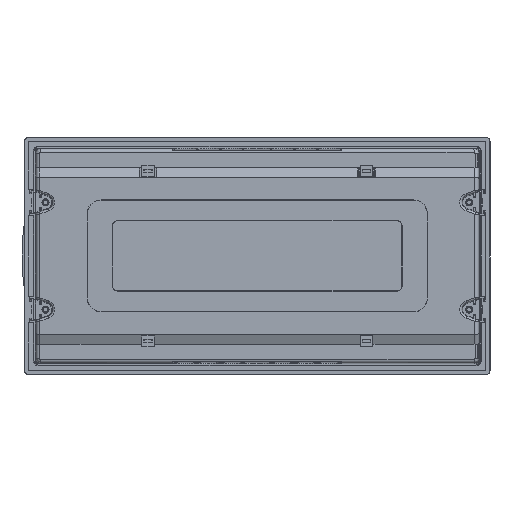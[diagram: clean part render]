
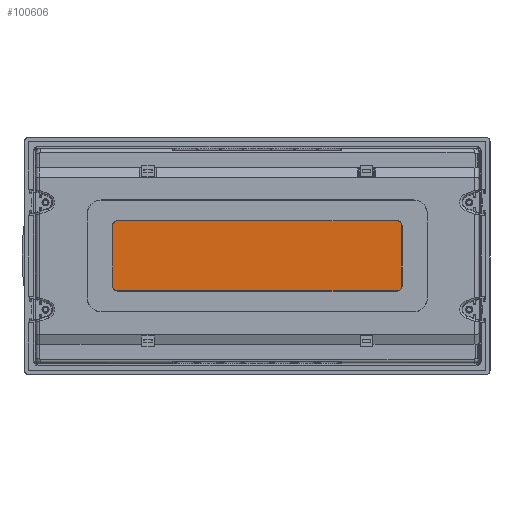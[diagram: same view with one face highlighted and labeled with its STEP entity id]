
A CAD part, top view. The second image highlights one B-rep face of the part: STEP entity #100606.
In plain terms, the highlighted planar face has unit normal (0, 0, 1).
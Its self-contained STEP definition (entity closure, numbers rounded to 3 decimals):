
#72760=DIRECTION('',(-1.,0.,0.));
#72761=VECTOR('',#72760,300.);
#72762=CARTESIAN_POINT('',(150.,37.5,69.6));
#72763=LINE('',#72762,#72761);
#72767=CARTESIAN_POINT('',(150.,32.5,69.6));
#72768=DIRECTION('',(0.,0.,1.));
#72769=DIRECTION('',(1.,0.,0.));
#72770=AXIS2_PLACEMENT_3D('',#72767,#72768,#72769);
#72775=DIRECTION('',(0.,1.,0.));
#72776=VECTOR('',#72775,65.);
#72777=CARTESIAN_POINT('',(155.,-32.5,69.6));
#72778=LINE('',#72777,#72776);
#72782=CARTESIAN_POINT('',(150.,-32.5,69.6));
#72783=DIRECTION('',(0.,0.,1.));
#72784=DIRECTION('',(0.,-1.,0.));
#72785=AXIS2_PLACEMENT_3D('',#72782,#72783,#72784);
#72790=DIRECTION('',(1.,0.,0.));
#72791=VECTOR('',#72790,300.);
#72792=CARTESIAN_POINT('',(-150.,-37.5,69.6));
#72793=LINE('',#72792,#72791);
#72797=CARTESIAN_POINT('',(-150.,-32.5,69.6));
#72798=DIRECTION('',(0.,0.,1.));
#72799=DIRECTION('',(-1.,0.,0.));
#72800=AXIS2_PLACEMENT_3D('',#72797,#72798,#72799);
#72805=DIRECTION('',(0.,-1.,0.));
#72806=VECTOR('',#72805,65.);
#72807=CARTESIAN_POINT('',(-155.,32.5,69.6));
#72808=LINE('',#72807,#72806);
#72812=CARTESIAN_POINT('',(-150.,32.5,69.6));
#72813=DIRECTION('',(0.,0.,1.));
#72814=DIRECTION('',(0.,1.,0.));
#72815=AXIS2_PLACEMENT_3D('',#72812,#72813,#72814);
#89103=CARTESIAN_POINT('',(150.,-37.5,69.6));
#89105=VERTEX_POINT('',#89103);
#89179=CARTESIAN_POINT('',(-150.,37.5,69.6));
#89181=VERTEX_POINT('',#89179);
#89188=CARTESIAN_POINT('',(155.,32.5,69.6));
#89189=CARTESIAN_POINT('',(150.,37.5,69.6));
#89190=VERTEX_POINT('',#89188);
#89191=VERTEX_POINT('',#89189);
#89446=CARTESIAN_POINT('',(-155.,32.5,69.6));
#89447=VERTEX_POINT('',#89446);
#89771=CARTESIAN_POINT('',(155.,-32.5,69.6));
#89772=VERTEX_POINT('',#89771);
#89841=CARTESIAN_POINT('',(-155.,-32.5,69.6));
#89842=CARTESIAN_POINT('',(-150.,-37.5,69.6));
#89843=VERTEX_POINT('',#89841);
#89844=VERTEX_POINT('',#89842);
#100584=CARTESIAN_POINT('',(131.019,93.082,69.6));
#100585=DIRECTION('',(0.,0.,-1.));
#100586=DIRECTION('',(-1.,0.,0.));
#100587=AXIS2_PLACEMENT_3D('',#100584,#100585,#100586);
#100588=PLANE('',#100587);
#100590=ORIENTED_EDGE('',*,*,#100589,.F.);
#100592=ORIENTED_EDGE('',*,*,#100591,.F.);
#100594=ORIENTED_EDGE('',*,*,#100593,.F.);
#100596=ORIENTED_EDGE('',*,*,#100595,.F.);
#100598=ORIENTED_EDGE('',*,*,#100597,.F.);
#100600=ORIENTED_EDGE('',*,*,#100599,.F.);
#100602=ORIENTED_EDGE('',*,*,#100601,.F.);
#100603=ORIENTED_EDGE('',*,*,#100567,.F.);
#100604=EDGE_LOOP('',(#100590,#100592,#100594,#100596,#100598,#100600,#100602,
#100603));
#100605=FACE_OUTER_BOUND('',#100604,.F.);
#72771=CIRCLE('',#72770,5.);
#72786=CIRCLE('',#72785,5.);
#72801=CIRCLE('',#72800,5.);
#72816=CIRCLE('',#72815,5.);
#100567=EDGE_CURVE('',#89181,#89447,#72816,.T.);
#100589=EDGE_CURVE('',#89191,#89181,#72763,.T.);
#100591=EDGE_CURVE('',#89190,#89191,#72771,.T.);
#100593=EDGE_CURVE('',#89772,#89190,#72778,.T.);
#100595=EDGE_CURVE('',#89105,#89772,#72786,.T.);
#100597=EDGE_CURVE('',#89844,#89105,#72793,.T.);
#100599=EDGE_CURVE('',#89843,#89844,#72801,.T.);
#100601=EDGE_CURVE('',#89447,#89843,#72808,.T.);
#100606=ADVANCED_FACE('',(#100605),#100588,.F.);
